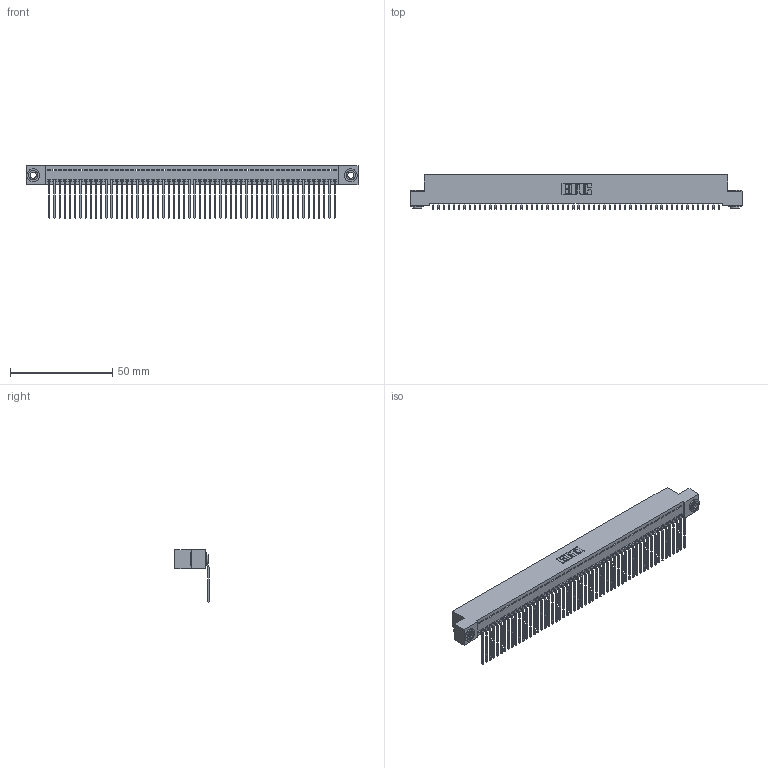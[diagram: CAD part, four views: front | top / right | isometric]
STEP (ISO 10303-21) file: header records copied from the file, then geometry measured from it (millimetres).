
FILE_DESCRIPTION (( 'STEP AP203' ), '1' );
FILE_NAME ('342-056-559-103.STEP', '2018-08-13T04:08:23', ( '' ), ( '' ), 'SwSTEP 2.0', 'SolidWorks 2016', '' );
FILE_SCHEMA (( 'CONFIG_CONTROL_DESIGN' ));
Length unit declared in the file: inch
Products named in the file (4): 342-250-002_345-250-002-102; 342-056-559-103; 342 Part_.156 TH; 345-292-001_558 559 Tail - 1
Assembly tree (59 placements, depth 2):
  342-056-559-103
    342 Part_.156 TH
    345-292-001_558 559 Tail - 1  x56
    342-250-002_345-250-002-102  x2
Bounding box: 162.56 x 16.83 x 25.78 mm (x, y, z)
Volume: 14514.2 mm3; surface area: 22860.7 mm2
Topology: 59 solids, 59 shells, 3508 faces, 10567 edges, 6966 vertices
Faces by surface type: plane 2540, cylinder 960, cone 8
Entity records: 33026 total; most frequent: CARTESIAN_POINT 5673, ORIENTED_EDGE 5658, DIRECTION 4791, EDGE_CURVE 2829, VECTOR 2677, LINE 2677, VERTEX_POINT 1882, AXIS2_PLACEMENT_3D 1057
